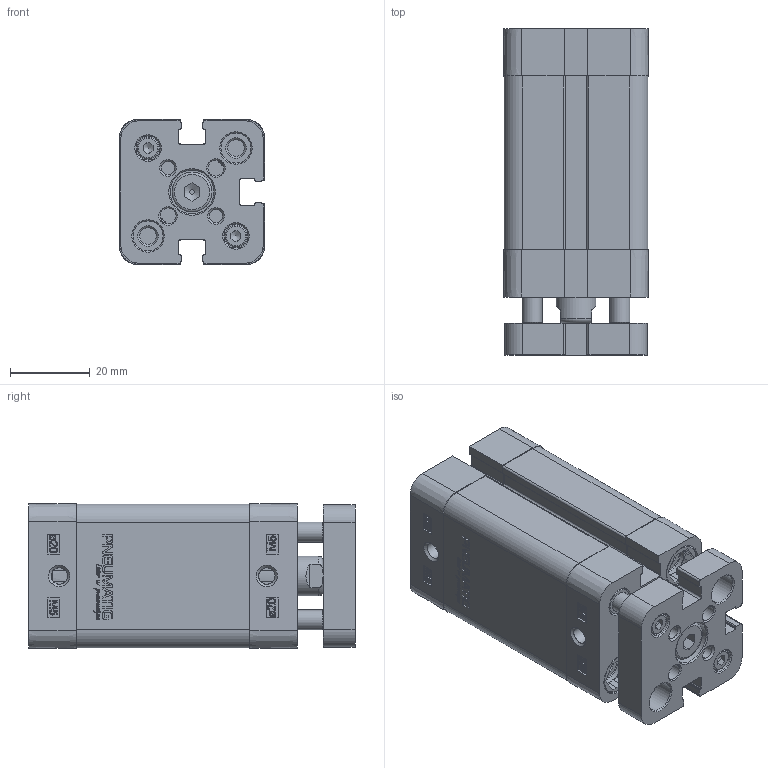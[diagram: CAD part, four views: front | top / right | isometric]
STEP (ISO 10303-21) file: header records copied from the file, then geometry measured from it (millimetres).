
FILE_DESCRIPTION(/* description */ (''),/* implementation_level */ '2;1');
FILE_NAME(/* name */ 'C-D-20-1000-A.stp',/* time_stamp */ '2015-10-28T13:58:19+01:00',/* author */ (''),/* organization */ (''),/* preprocessor_version */ 'ST-DEVELOPER v15.2',/* originating_system */ 'Autodesk Translator Framework v2.0.0.5431',/* authorisation */ '');
FILE_SCHEMA (('AUTOMOTIVE_DESIGN { 1 0 10303 214 3 1 1 }'));
Products named in the file (1): (Unsaved)
Bounding box: 36.3 x 81.6 x 36.3 mm (x, y, z)
Volume: 65879.7 mm3; surface area: 38285 mm2
Topology: 7 solids, 13 shells, 1539 faces, 4177 edges, 2735 vertices
Faces by surface type: bspline 735, plane 519, cylinder 189, cone 79, torus 17
Full cylindrical faces by diameter (mm): 2.459 x2, 3 x2, 3.242 x2, 3.3 x2, 4 x2, 4.134 x5, 4.917 x1, 5 x2, 5.5 x2, 6 x2, 7 x2, 7.5 x6, 7.55 x4, 8 x9, 9 x1, 10 x2, 10.48 x1, 10.9 x4, 11 x1, 11.1 x4, 11.4 x1, 12 x1, 20 x1
Entity records: 53914 total; most frequent: CARTESIAN_POINT 20573, ORIENTED_EDGE 8054, DIRECTION 4582, EDGE_CURVE 4007, VERTEX_POINT 2702, LINE 2000, VECTOR 2000, EDGE_LOOP 1791
